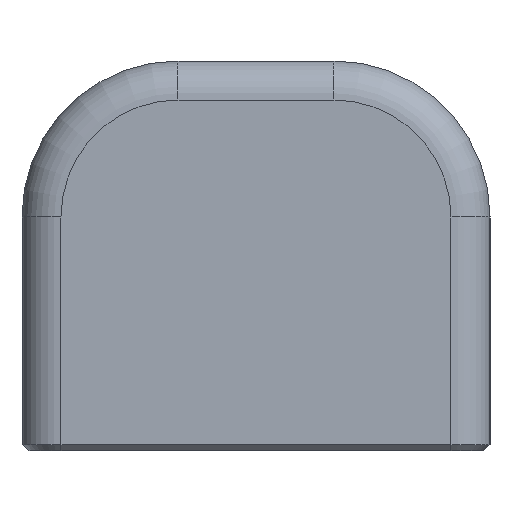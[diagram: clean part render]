
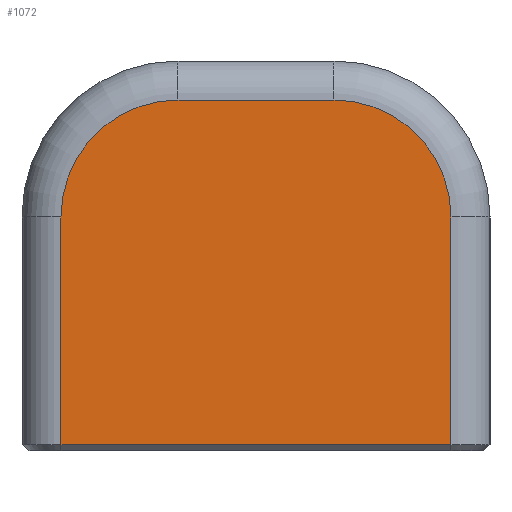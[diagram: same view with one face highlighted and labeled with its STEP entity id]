
A CAD part, left-side view. The second image highlights one B-rep face of the part: STEP entity #1072.
In plain terms, the highlighted planar face has unit normal (-1, 0, 0).
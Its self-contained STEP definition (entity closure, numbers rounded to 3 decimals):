
#46=CIRCLE('',#1167,7.5);
#47=CIRCLE('',#1168,7.5);
#121=FACE_OUTER_BOUND('',#186,.T.);
#186=EDGE_LOOP('',(#789,#790,#791,#792,#793,#794));
#269=LINE('',#1682,#374);
#276=LINE('',#1703,#381);
#278=LINE('',#1709,#383);
#279=LINE('',#1713,#384);
#374=VECTOR('',#1326,10.);
#381=VECTOR('',#1351,10.);
#383=VECTOR('',#1357,10.);
#384=VECTOR('',#1360,10.);
#480=VERTEX_POINT('',#1676);
#481=VERTEX_POINT('',#1680);
#486=VERTEX_POINT('',#1702);
#488=VERTEX_POINT('',#1708);
#489=VERTEX_POINT('',#1710);
#490=VERTEX_POINT('',#1712);
#588=EDGE_CURVE('',#480,#481,#269,.T.);
#598=EDGE_CURVE('',#481,#486,#276,.T.);
#601=EDGE_CURVE('',#488,#480,#278,.T.);
#602=EDGE_CURVE('',#489,#488,#46,.T.);
#603=EDGE_CURVE('',#490,#489,#279,.T.);
#604=EDGE_CURVE('',#486,#490,#47,.T.);
#789=ORIENTED_EDGE('',*,*,#588,.F.);
#790=ORIENTED_EDGE('',*,*,#601,.F.);
#791=ORIENTED_EDGE('',*,*,#602,.F.);
#792=ORIENTED_EDGE('',*,*,#603,.F.);
#793=ORIENTED_EDGE('',*,*,#604,.F.);
#794=ORIENTED_EDGE('',*,*,#598,.F.);
#1034=PLANE('',#1166);
#1072=ADVANCED_FACE('',(#121),#1034,.T.);
#1166=AXIS2_PLACEMENT_3D('',#1707,#1355,#1356);
#1167=AXIS2_PLACEMENT_3D('',#1711,#1358,#1359);
#1168=AXIS2_PLACEMENT_3D('',#1714,#1361,#1362);
#1326=DIRECTION('',(0.,1.,0.));
#1351=DIRECTION('',(0.,0.,1.));
#1355=DIRECTION('center_axis',(-1.,0.,0.));
#1356=DIRECTION('ref_axis',(0.,-1.,0.));
#1357=DIRECTION('',(0.,0.,-1.));
#1358=DIRECTION('center_axis',(1.,0.,0.));
#1359=DIRECTION('ref_axis',(0.,-0.707,0.707));
#1360=DIRECTION('',(0.,-1.,0.));
#1361=DIRECTION('center_axis',(1.,0.,0.));
#1362=DIRECTION('ref_axis',(0.,0.707,0.707));
#1676=CARTESIAN_POINT('',(-105.,-12.5,0.4));
#1680=CARTESIAN_POINT('',(-105.,12.5,0.4));
#1682=CARTESIAN_POINT('',(-105.,7.5,0.4));
#1702=CARTESIAN_POINT('',(-105.,12.5,15.));
#1703=CARTESIAN_POINT('',(-105.,12.5,0.));
#1707=CARTESIAN_POINT('Origin',(-105.,15.,0.));
#1708=CARTESIAN_POINT('',(-105.,-12.5,15.));
#1709=CARTESIAN_POINT('',(-105.,-12.5,0.));
#1710=CARTESIAN_POINT('',(-105.,-5.,22.5));
#1711=CARTESIAN_POINT('Origin',(-105.,-5.,15.));
#1712=CARTESIAN_POINT('',(-105.,5.,22.5));
#1713=CARTESIAN_POINT('',(-105.,7.5,22.5));
#1714=CARTESIAN_POINT('Origin',(-105.,5.,15.));
